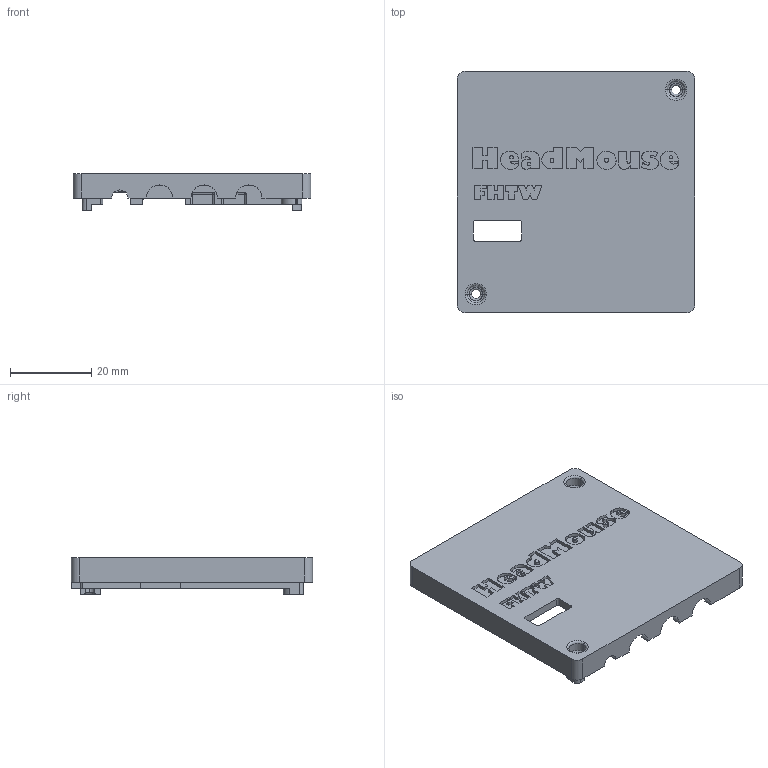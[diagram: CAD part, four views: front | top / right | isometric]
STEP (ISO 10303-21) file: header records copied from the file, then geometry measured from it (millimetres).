
FILE_DESCRIPTION (( 'STEP AP214' ), '1' );
FILE_NAME ('Case_top.STEP', '2024-08-23T09:17:45', ( '' ), ( '' ), 'SwSTEP 2.0', 'SolidWorks 2024', '' );
FILE_SCHEMA (( 'AUTOMOTIVE_DESIGN' ));
Length unit declared in the file: millimetre
Products named in the file (1): Case_top
Bounding box: 58.7 x 59.5 x 9 mm (x, y, z)
Volume: 9200.6 mm3; surface area: 9799.2 mm2
Topology: 1 solids, 1 shells, 339 faces, 908 edges, 576 vertices
Faces by surface type: plane 175, cylinder 68, bspline 65, torus 23, sphere 8
Entity records: 12882 total; most frequent: CARTESIAN_POINT 4754, ORIENTED_EDGE 1792, DIRECTION 1506, EDGE_CURVE 896, VERTEX_POINT 576, LINE 574, VECTOR 574, AXIS2_PLACEMENT_3D 466
